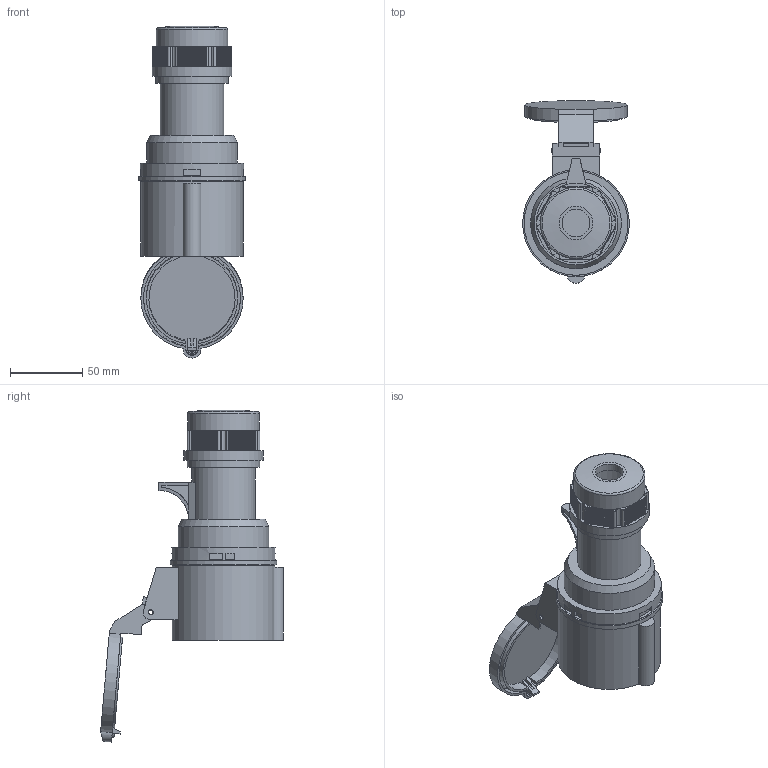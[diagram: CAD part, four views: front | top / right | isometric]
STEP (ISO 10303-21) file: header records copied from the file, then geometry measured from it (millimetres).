
FILE_DESCRIPTION(/* description */ (''),/* implementation_level */ '2;1');
FILE_NAME(/* name */ 'H5大.stp',/* time_stamp */ '2024-06-24T20:45:25+08:00',/* author */ (''),/* organization */ (''),/* preprocessor_version */ 'ST-DEVELOPER v16',/* originating_system */ 'SIEMENS PLM Software NX 10.0',/* authorisation */ '');
FILE_SCHEMA (('AUTOMOTIVE_DESIGN { 1 0 10303 214 3 1 1 1 }'));
Length unit declared in the file: millimetre
Products named in the file (1): H5大
Bounding box: 73.8 x 126.26 x 229.42 mm (x, y, z)
Volume: 353466 mm3; surface area: 100980.8 mm2
Topology: 7 solids, 7 shells, 532 faces, 1467 edges, 976 vertices
Faces by surface type: plane 450, cylinder 71, cone 8, torus 3
Full cylindrical faces by diameter (mm): 3 x1, 3.4 x1, 3.5 x5, 7.4 x4, 7.8 x5, 9.5 x1, 14 x4, 19.305 x1, 42.64 x1, 43.7 x1, 49.27 x1, 50.05 x1, 52.4 x1, 54.99 x1, 62.8 x1, 69.7 x1, 70.7 x1, 71.8 x1, 73.8 x1
Entity records: 16422 total; most frequent: CARTESIAN_POINT 2887, ORIENTED_EDGE 2796, DIRECTION 2623, EDGE_CURVE 1398, LINE 1239, VECTOR 1239, VERTEX_POINT 956, AXIS2_PLACEMENT_3D 692
